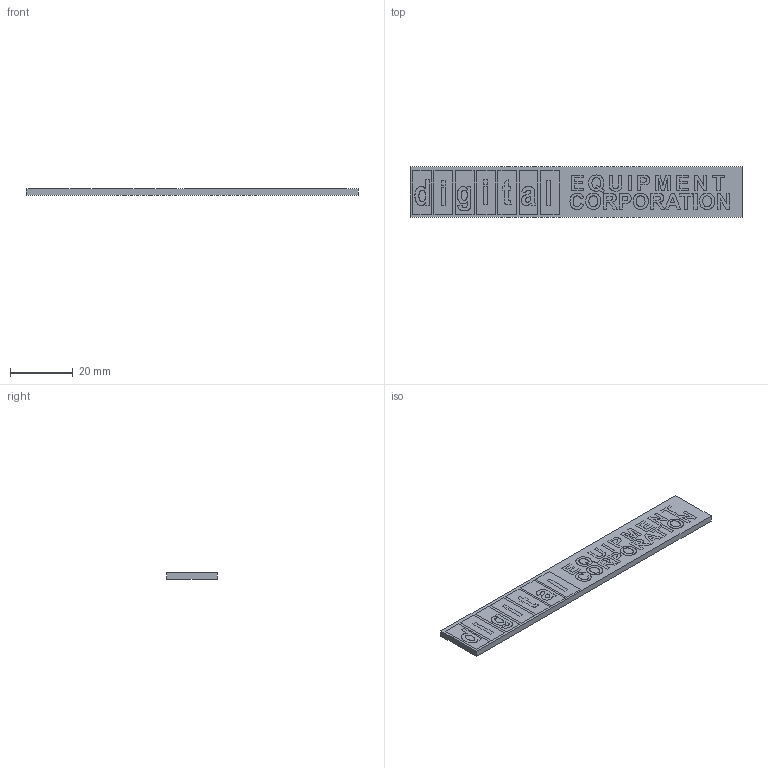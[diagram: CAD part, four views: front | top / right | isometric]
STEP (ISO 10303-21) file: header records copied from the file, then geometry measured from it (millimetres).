
FILE_DESCRIPTION(/* description */ (''),/* implementation_level */ '2;1');
FILE_NAME(/* name */ 'Logo.step',/* time_stamp */ '2025-09-29T12:50:02-04:00',/* author */ (''),/* organization */ (''),/* preprocessor_version */ 'ST-DEVELOPER v20.1',/* originating_system */ 'Autodesk Translation Framework v14.17.0.0',/* authorisation */ '');
FILE_SCHEMA (('AUTOMOTIVE_DESIGN { 1 0 10303 214 3 1 1 }'));
Length unit declared in the file: millimetre
Products named in the file (1): Logo
Bounding box: 106 x 16 x 2 mm (x, y, z)
Volume: 3392 mm3; surface area: 7415.6 mm2
Topology: 40 solids, 40 shells, 1040 faces, 2772 edges, 1848 vertices
Faces by surface type: plane 552, bspline 488
Entity records: 32710 total; most frequent: CARTESIAN_POINT 10053, ORIENTED_EDGE 5544, DIRECTION 2902, EDGE_CURVE 2772, VERTEX_POINT 1848, LINE 1796, VECTOR 1796, EDGE_LOOP 1118
